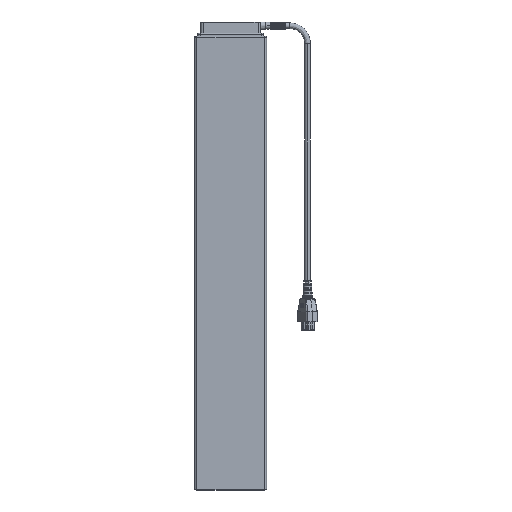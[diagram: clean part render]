
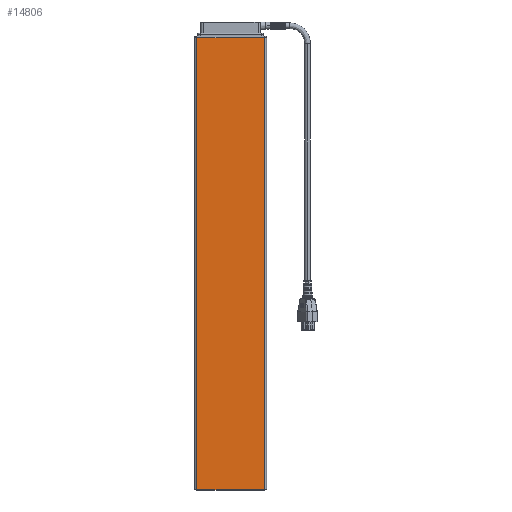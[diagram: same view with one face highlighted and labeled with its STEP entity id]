
A CAD part, top view. The second image highlights one B-rep face of the part: STEP entity #14806.
In plain terms, the highlighted planar face has unit normal (0, 0, 1).
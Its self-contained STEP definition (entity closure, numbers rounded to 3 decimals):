
#20 = ORIENTED_EDGE ( 'NONE', *, *, #28459, .T. ) ;
#26 = ORIENTED_EDGE ( 'NONE', *, *, #8167, .T. ) ;
#712 = VERTEX_POINT ( 'NONE', #10123 ) ;
#742 = VERTEX_POINT ( 'NONE', #10153 ) ;
#1387 = VERTEX_POINT ( 'NONE', #32667 ) ;
#1433 = VERTEX_POINT ( 'NONE', #15633 ) ;
#4801 = FACE_OUTER_BOUND ( 'NONE', #31926, .T. ) ;
#8167 = EDGE_CURVE ( 'NONE', #742, #712, #10677, .T. ) ;
#10123 = CARTESIAN_POINT ( 'NONE',  ( -37.5, -2.75, 31. ) ) ;
#10153 = CARTESIAN_POINT ( 'NONE',  ( 37.5, -2.75, 31. ) ) ;
#10677 = LINE ( 'NONE', #19143, #10691 ) ;
#10691 = VECTOR ( 'NONE', #19144, 1000. ) ;
#12122 = AXIS2_PLACEMENT_3D ( 'NONE', #22680, #22694, #22695 ) ;
#14806 = ADVANCED_FACE ( 'NONE', ( #4801 ), #22681, .F. ) ;
#15633 = CARTESIAN_POINT ( 'NONE',  ( 37.5, -505.25, 31. ) ) ;
#19143 = CARTESIAN_POINT ( 'NONE',  ( -37.5, -2.75, 31. ) ) ;
#19144 = DIRECTION ( 'NONE',  ( -1., 0., 0. ) ) ;
#21341 = ORIENTED_EDGE ( 'NONE', *, *, #28449, .F. ) ;
#21459 = ORIENTED_EDGE ( 'NONE', *, *, #28458, .F. ) ;
#22680 = CARTESIAN_POINT ( 'NONE',  ( 37.5, -505.25, 31. ) ) ;
#22681 = PLANE ( 'NONE',  #12122 ) ;
#22694 = DIRECTION ( 'NONE',  ( 0., 0., -1. ) ) ;
#22695 = DIRECTION ( 'NONE',  ( 1., 0., 0. ) ) ;
#23400 = VECTOR ( 'NONE', #24946, 1000. ) ;
#23404 = LINE ( 'NONE', #24948, #23400 ) ;
#23444 = VECTOR ( 'NONE', #25017, 1000. ) ;
#23448 = VECTOR ( 'NONE', #25012, 1000. ) ;
#23450 = LINE ( 'NONE', #25014, #23444 ) ;
#23454 = LINE ( 'NONE', #25009, #23448 ) ;
#24946 = DIRECTION ( 'NONE',  ( -1., 0., 0. ) ) ;
#24948 = CARTESIAN_POINT ( 'NONE',  ( 37.5, -505.25, 31. ) ) ;
#25009 = CARTESIAN_POINT ( 'NONE',  ( -37.5, -505.25, 31. ) ) ;
#25012 = DIRECTION ( 'NONE',  ( 0., 1., 0. ) ) ;
#25014 = CARTESIAN_POINT ( 'NONE',  ( 37.5, -505.25, 31. ) ) ;
#25017 = DIRECTION ( 'NONE',  ( 0., 1., 0. ) ) ;
#28449 = EDGE_CURVE ( 'NONE', #1433, #1387, #23404, .T. ) ;
#28458 = EDGE_CURVE ( 'NONE', #1387, #712, #23454, .T. ) ;
#28459 = EDGE_CURVE ( 'NONE', #1433, #742, #23450, .T. ) ;
#31926 = EDGE_LOOP ( 'NONE', ( #20, #26, #21459, #21341 ) ) ;
#32667 = CARTESIAN_POINT ( 'NONE',  ( -37.5, -505.25, 31. ) ) ;
